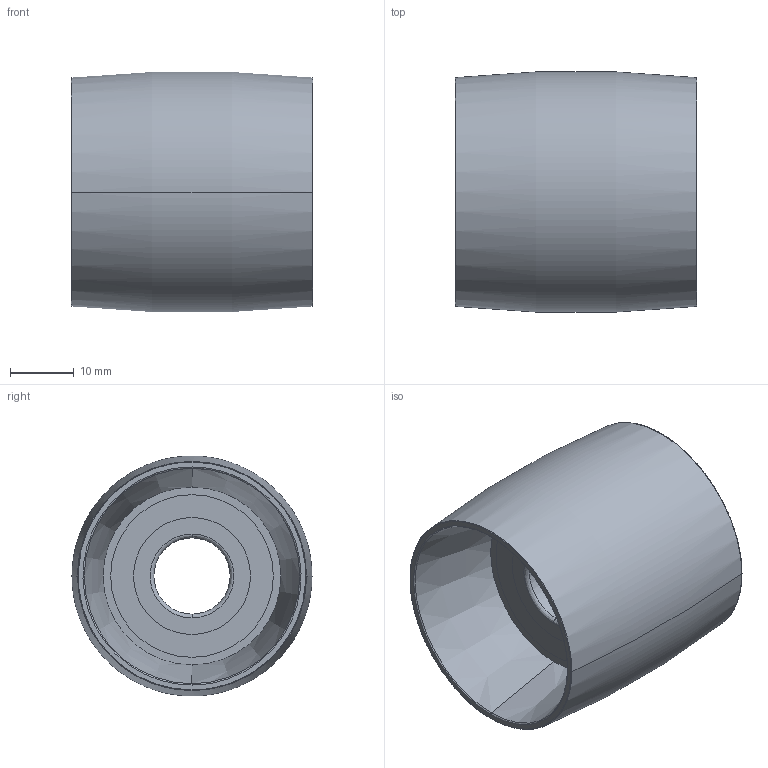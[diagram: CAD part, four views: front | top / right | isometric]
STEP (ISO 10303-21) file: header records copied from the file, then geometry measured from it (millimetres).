
FILE_DESCRIPTION (( 'STEP AP214' ), '1' );
FILE_NAME ('0022683.step', '2022-11-29T09:39:09', ( '' ), ( '' ), 'SwSTEP 2.0', 'SolidWorks 2020', '' );
FILE_SCHEMA (( 'AUTOMOTIVE_DESIGN' ));
Length unit declared in the file: millimetre
Products named in the file (1): 0022683
Bounding box: 38 x 37.78 x 37.77 mm (x, y, z)
Volume: 17166.5 mm3; surface area: 11618.3 mm2
Topology: 3 solids, 3 shells, 79 faces, 254 edges, 149 vertices
Faces by surface type: bspline 45, cylinder 18, plane 10, cone 4, torus 2
Entity records: 4455 total; most frequent: CARTESIAN_POINT 2206, ORIENTED_EDGE 460, DIRECTION 340, EDGE_CURVE 230, AXIS2_PLACEMENT_3D 159, VERTEX_POINT 149, CIRCLE 124, EDGE_LOOP 89
